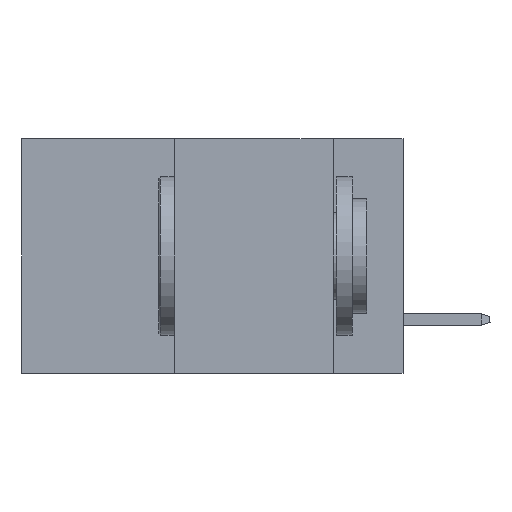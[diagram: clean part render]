
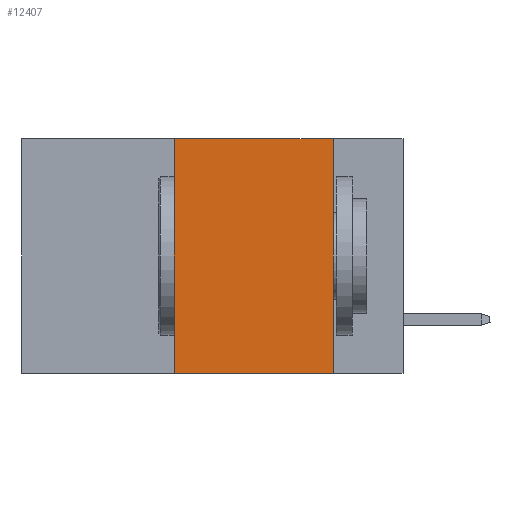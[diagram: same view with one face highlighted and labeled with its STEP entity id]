
A CAD part, left-side view. The second image highlights one B-rep face of the part: STEP entity #12407.
In plain terms, the highlighted planar face has unit normal (-1, 0, 0).
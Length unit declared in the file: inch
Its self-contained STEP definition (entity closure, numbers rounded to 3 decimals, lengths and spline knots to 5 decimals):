
#5 = CARTESIAN_POINT ( 'NONE',  ( 0., 0.36, -0.37 ) ) ;
#151 = DIRECTION ( 'NONE',  ( 0., -1., 0. ) ) ;
#1126 = CARTESIAN_POINT ( 'NONE',  ( 0., 0.6, -0.37 ) ) ;
#1492 = CARTESIAN_POINT ( 'NONE',  ( 0., 0.36, 0. ) ) ;
#1847 = DIRECTION ( 'NONE',  ( 0., 0., 1. ) ) ;
#2132 = ORIENTED_EDGE ( 'NONE', *, *, #15273, .F. ) ;
#2152 = DIRECTION ( 'NONE',  ( 0., 0., -1. ) ) ;
#2485 = AXIS2_PLACEMENT_3D ( 'NONE', #12605, #2827, #4545 ) ;
#2827 = DIRECTION ( 'NONE',  ( 1., 0., 0. ) ) ;
#3484 = VECTOR ( 'NONE', #20785, 39.37008 ) ;
#4545 = DIRECTION ( 'NONE',  ( 0., 0., -1. ) ) ;
#4836 = VECTOR ( 'NONE', #2152, 39.37008 ) ;
#7001 = EDGE_LOOP ( 'NONE', ( #11130, #17098, #2132, #17568 ) ) ;
#7176 = VERTEX_POINT ( 'NONE', #17744 ) ;
#7212 = CARTESIAN_POINT ( 'NONE',  ( 0., 0.11, 0. ) ) ;
#8261 = VECTOR ( 'NONE', #151, 39.37008 ) ;
#9820 = FACE_OUTER_BOUND ( 'NONE', #7001, .T. ) ;
#11130 = ORIENTED_EDGE ( 'NONE', *, *, #18716, .F. ) ;
#12407 = ADVANCED_FACE ( 'NONE', ( #9820 ), #14655, .F. ) ;
#12605 = CARTESIAN_POINT ( 'NONE',  ( 0., 0.6, 0. ) ) ;
#12995 = VERTEX_POINT ( 'NONE', #1492 ) ;
#13200 = EDGE_CURVE ( 'NONE', #13710, #15537, #16899, .T. ) ;
#13710 = VERTEX_POINT ( 'NONE', #5 ) ;
#14655 = PLANE ( 'NONE',  #2485 ) ;
#14911 = LINE ( 'NONE', #18285, #8261 ) ;
#15182 = LINE ( 'NONE', #7212, #4836 ) ;
#15273 = EDGE_CURVE ( 'NONE', #13710, #12995, #17039, .T. ) ;
#15537 = VERTEX_POINT ( 'NONE', #20938 ) ;
#16822 = CARTESIAN_POINT ( 'NONE',  ( 0., 0.36, 0. ) ) ;
#16899 = LINE ( 'NONE', #1126, #3484 ) ;
#17039 = LINE ( 'NONE', #16822, #17525 ) ;
#17098 = ORIENTED_EDGE ( 'NONE', *, *, #17717, .F. ) ;
#17525 = VECTOR ( 'NONE', #1847, 39.37008 ) ;
#17568 = ORIENTED_EDGE ( 'NONE', *, *, #13200, .T. ) ;
#17717 = EDGE_CURVE ( 'NONE', #12995, #7176, #14911, .T. ) ;
#17744 = CARTESIAN_POINT ( 'NONE',  ( 0., 0.11, 0. ) ) ;
#18285 = CARTESIAN_POINT ( 'NONE',  ( 0., 0.6, 0. ) ) ;
#18716 = EDGE_CURVE ( 'NONE', #7176, #15537, #15182, .T. ) ;
#20785 = DIRECTION ( 'NONE',  ( 0., -1., 0. ) ) ;
#20938 = CARTESIAN_POINT ( 'NONE',  ( 0., 0.11, -0.37 ) ) ;
